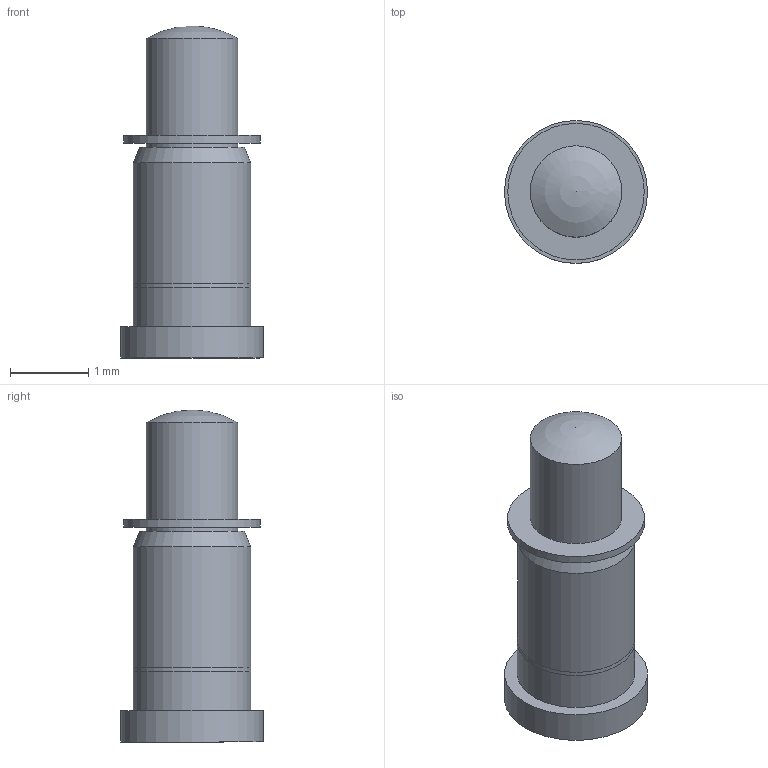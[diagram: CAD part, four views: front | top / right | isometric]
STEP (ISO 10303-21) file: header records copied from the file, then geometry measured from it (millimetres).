
FILE_DESCRIPTION(('FreeCAD Model'),'2;1');
FILE_NAME('90022-AS.step','2019-09-03T17:49:01',( 'kicad StepUp'),('ksu MCAD'),'Open CASCADE STEP processor 7.2', 'FreeCAD','Unknown');
FILE_SCHEMA(('AUTOMOTIVE_DESIGN { 1 0 10303 214 1 1 1 1 }'));
Length unit declared in the file: millimetre
Products named in the file (1): Body
Bounding box: 1.83 x 1.83 x 4.25 mm (x, y, z)
Volume: 6.8 mm3; surface area: 26.1 mm2
Topology: 1 solids, 1 shells, 14 faces, 23 edges, 14 vertices
Faces by surface type: cylinder 6, plane 5, cone 2, sphere 1
Full cylindrical faces by diameter (mm): 1.17 x2, 1.5 x1, 1.505 x1, 1.748 x1, 1.83 x1
Entity records: 345 total; most frequent: DIRECTION 66, CARTESIAN_POINT 51, ORIENTED_EDGE 44, AXIS2_PLACEMENT_3D 29, EDGE_CURVE 22, FACE_BOUND 18, EDGE_LOOP 18, ADVANCED_FACE 14
